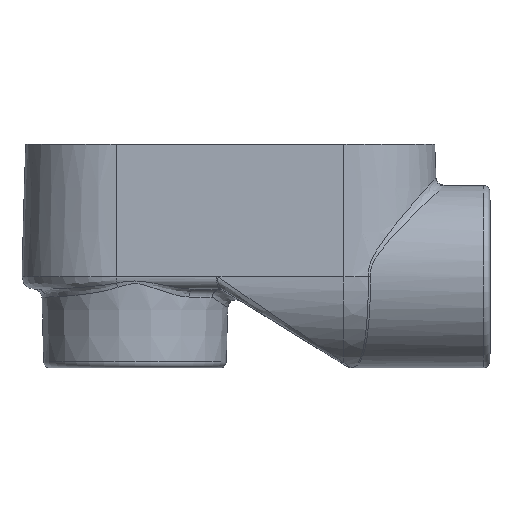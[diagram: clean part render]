
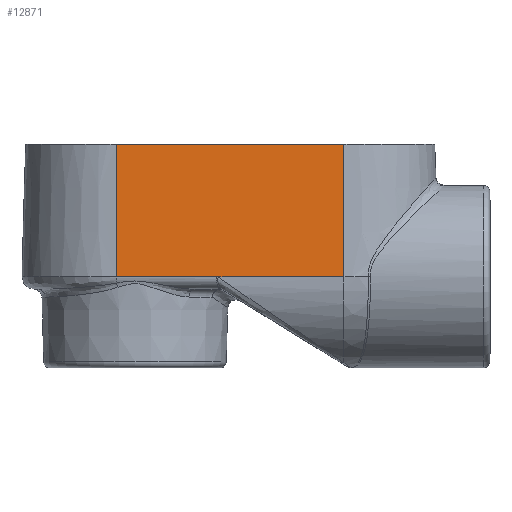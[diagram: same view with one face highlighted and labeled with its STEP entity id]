
A CAD part, top view. The second image highlights one B-rep face of the part: STEP entity #12871.
In plain terms, the highlighted planar face has unit normal (0, 0.027, 1).
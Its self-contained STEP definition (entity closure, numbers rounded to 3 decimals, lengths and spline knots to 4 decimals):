
#477=PLANE('',#13771);
#819=FACE_OUTER_BOUND('',#1635,.T.);
#1635=EDGE_LOOP('',(#9313,#9314,#9315,#9316,#9317));
#2432=LINE('',#24729,#3117);
#2433=LINE('',#24732,#3118);
#2445=LINE('',#25874,#3130);
#2446=LINE('',#25877,#3131);
#2447=LINE('',#25878,#3132);
#3117=VECTOR('',#14651,0.3937);
#3118=VECTOR('',#14654,0.3937);
#3130=VECTOR('',#14768,1.2104);
#3131=VECTOR('',#14771,0.3937);
#3132=VECTOR('',#14772,0.3937);
#5382=VERTEX_POINT('',#23279);
#5393=VERTEX_POINT('',#24113);
#5395=VERTEX_POINT('',#24731);
#5480=VERTEX_POINT('',#25782);
#5481=VERTEX_POINT('',#25876);
#6861=EDGE_CURVE('',#5393,#5382,#2432,.T.);
#6862=EDGE_CURVE('',#5382,#5395,#2433,.T.);
#6962=EDGE_CURVE('',#5393,#5480,#2445,.T.);
#6963=EDGE_CURVE('',#5481,#5480,#2446,.T.);
#6964=EDGE_CURVE('',#5395,#5481,#2447,.T.);
#9313=ORIENTED_EDGE('',*,*,#6963,.F.);
#9314=ORIENTED_EDGE('',*,*,#6964,.F.);
#9315=ORIENTED_EDGE('',*,*,#6862,.F.);
#9316=ORIENTED_EDGE('',*,*,#6861,.F.);
#9317=ORIENTED_EDGE('',*,*,#6962,.T.);
#12871=ADVANCED_FACE('',(#819),#477,.T.);
#13771=AXIS2_PLACEMENT_3D('',#25875,#14769,#14770);
#14651=DIRECTION('',(-1.,0.,0.));
#14654=DIRECTION('',(-1.,0.,0.));
#14768=DIRECTION('',(0.,1.,-0.027));
#14769=DIRECTION('center_axis',(0.,0.027,1.));
#14770=DIRECTION('ref_axis',(1.,0.,0.));
#14771=DIRECTION('',(1.,0.,0.));
#14772=DIRECTION('',(0.,1.,-0.027));
#23279=CARTESIAN_POINT('',(-0.1001,0.,0.7141));
#24113=CARTESIAN_POINT('',(0.8574,0.,0.7141));
#24729=CARTESIAN_POINT('',(-1.2012,0.,0.7141));
#24731=CARTESIAN_POINT('',(-0.8574,0.,0.7141));
#24732=CARTESIAN_POINT('',(-1.2012,0.,0.7141));
#25782=CARTESIAN_POINT('',(0.8574,1.,0.6875));
#25874=CARTESIAN_POINT('',(0.8574,-0.11,0.717));
#25875=CARTESIAN_POINT('Origin',(-0.8574,-0.11,0.717));
#25876=CARTESIAN_POINT('',(-0.8574,1.,0.6875));
#25877=CARTESIAN_POINT('',(0.3438,1.,0.6875));
#25878=CARTESIAN_POINT('',(-0.8574,-0.11,0.717));
